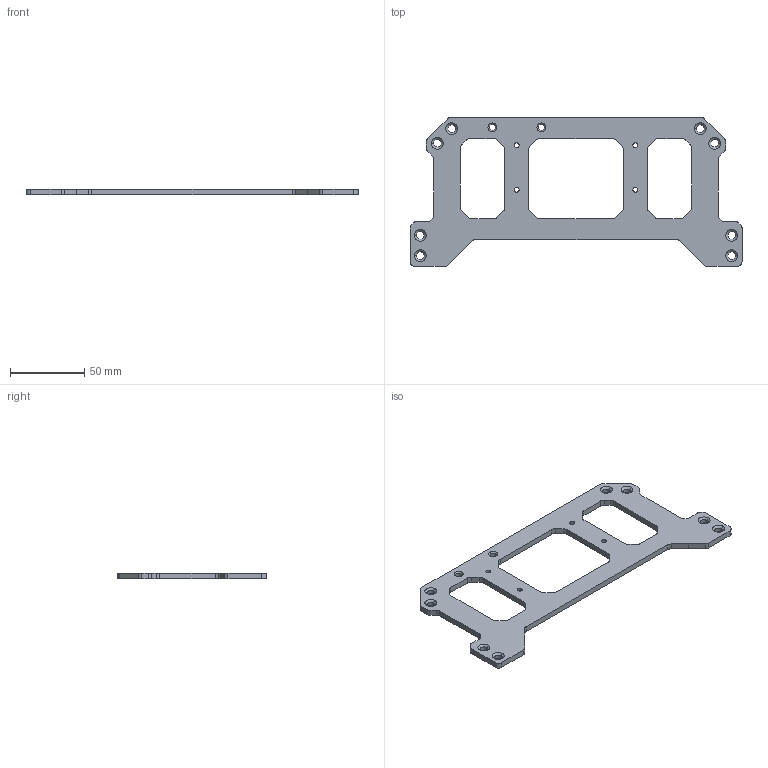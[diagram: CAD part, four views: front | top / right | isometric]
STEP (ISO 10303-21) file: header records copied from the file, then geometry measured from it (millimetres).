
FILE_DESCRIPTION (( 'STEP AP214' ), '1' );
FILE_NAME ('顶板_沉头_无天线座固定孔.STEP', '2025-08-11T07:39:46', ( '' ), ( '' ), 'SwSTEP 2.0', 'SolidWorks 2021', '' );
FILE_SCHEMA (( 'AUTOMOTIVE_DESIGN' ));
Length unit declared in the file: millimetre
Products named in the file (1): 顶板_沉头_无天线座固定孔
Bounding box: 223.6 x 100 x 4 mm (x, y, z)
Volume: 42393.6 mm3; surface area: 26673.1 mm2
Topology: 1 solids, 1 shells, 144 faces, 406 edges, 264 vertices
Faces by surface type: cylinder 74, plane 50, cone 20
Entity records: 4888 total; most frequent: DIRECTION 864, CARTESIAN_POINT 815, ORIENTED_EDGE 812, EDGE_CURVE 406, AXIS2_PLACEMENT_3D 313, VERTEX_POINT 264, LINE 238, VECTOR 238
